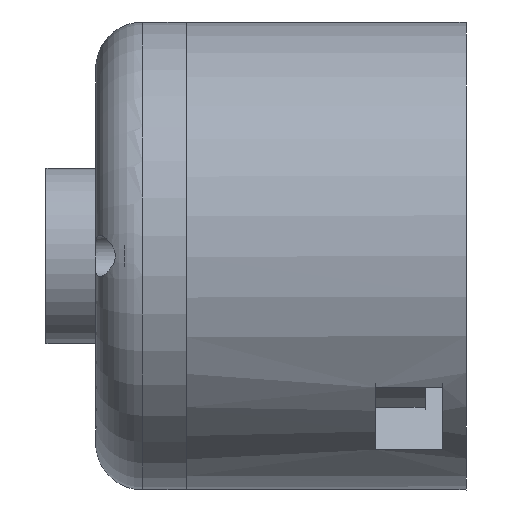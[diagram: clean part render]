
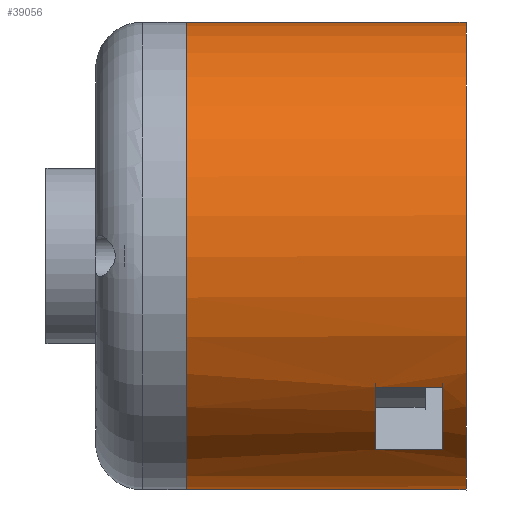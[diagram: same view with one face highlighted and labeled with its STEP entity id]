
A CAD part, left-side view. The second image highlights one B-rep face of the part: STEP entity #39056.
In plain terms, the highlighted cylindrical face has radius 40 mm (diameter 80 mm), a full revolution.
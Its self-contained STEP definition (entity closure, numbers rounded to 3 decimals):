
#3442=FACE_BOUND('',#5904,.T.);
#3738=FACE_OUTER_BOUND('',#5903,.T.);
#5903=EDGE_LOOP('',(#26697,#26698,#26699,#26700,#26701,#26702,#26703,#26704,
#26705,#26706));
#5904=EDGE_LOOP('',(#26707,#26708,#26709,#26710));
#8364=B_SPLINE_CURVE_WITH_KNOTS('',3,(#57793,#57794,#57795,#57796,#57797,
#57798,#57799,#57800,#57801,#57802),.UNSPECIFIED.,.F.,.F.,(4,2,2,2,4),(-3.263,
-2.572,-1.321,0.,0.003),.UNSPECIFIED.);
#8365=B_SPLINE_CURVE_WITH_KNOTS('',3,(#57806,#57807,#57808,#57809,#57810,
#57811,#57812,#57813,#57814,#57815),.UNSPECIFIED.,.F.,.F.,(4,2,2,2,4),(9.221,
9.912,11.163,12.484,12.487),
 .UNSPECIFIED.);
#8599=LINE('',#57787,#11768);
#8600=LINE('',#57791,#11769);
#8601=LINE('',#57817,#11770);
#8602=LINE('',#57823,#11771);
#8603=LINE('',#57826,#11772);
#11768=VECTOR('',#45808,40.);
#11769=VECTOR('',#45811,10.);
#11770=VECTOR('',#45814,10.);
#11771=VECTOR('',#45819,11.497);
#11772=VECTOR('',#45822,11.497);
#14937=CIRCLE('',#41397,40.);
#14938=CIRCLE('',#41398,40.);
#14939=CIRCLE('',#41399,40.);
#14940=CIRCLE('',#41400,40.);
#14941=CIRCLE('',#41401,40.);
#14942=CIRCLE('',#41402,40.);
#17106=VERTEX_POINT('',#57784);
#17107=VERTEX_POINT('',#57786);
#17108=VERTEX_POINT('',#57788);
#17109=VERTEX_POINT('',#57790);
#17110=VERTEX_POINT('',#57792);
#17111=VERTEX_POINT('',#57803);
#17112=VERTEX_POINT('',#57805);
#17113=VERTEX_POINT('',#57816);
#17114=VERTEX_POINT('',#57819);
#17115=VERTEX_POINT('',#57820);
#17116=VERTEX_POINT('',#57822);
#17117=VERTEX_POINT('',#57824);
#20934=EDGE_CURVE('',#17106,#17106,#14937,.T.);
#20935=EDGE_CURVE('',#17106,#17107,#8599,.T.);
#20936=EDGE_CURVE('',#17108,#17107,#14938,.T.);
#20937=EDGE_CURVE('',#17108,#17109,#8600,.T.);
#20938=EDGE_CURVE('',#17109,#17110,#8364,.F.);
#20939=EDGE_CURVE('',#17110,#17111,#14939,.T.);
#20940=EDGE_CURVE('',#17111,#17112,#8365,.T.);
#20941=EDGE_CURVE('',#17113,#17112,#8601,.T.);
#20942=EDGE_CURVE('',#17107,#17113,#14940,.T.);
#20943=EDGE_CURVE('',#17114,#17115,#14941,.T.);
#20944=EDGE_CURVE('',#17114,#17116,#8602,.T.);
#20945=EDGE_CURVE('',#17116,#17117,#14942,.T.);
#20946=EDGE_CURVE('',#17117,#17115,#8603,.F.);
#26697=ORIENTED_EDGE('',*,*,#20934,.F.);
#26698=ORIENTED_EDGE('',*,*,#20935,.T.);
#26699=ORIENTED_EDGE('',*,*,#20936,.F.);
#26700=ORIENTED_EDGE('',*,*,#20937,.T.);
#26701=ORIENTED_EDGE('',*,*,#20938,.T.);
#26702=ORIENTED_EDGE('',*,*,#20939,.T.);
#26703=ORIENTED_EDGE('',*,*,#20940,.T.);
#26704=ORIENTED_EDGE('',*,*,#20941,.F.);
#26705=ORIENTED_EDGE('',*,*,#20942,.F.);
#26706=ORIENTED_EDGE('',*,*,#20935,.F.);
#26707=ORIENTED_EDGE('',*,*,#20943,.F.);
#26708=ORIENTED_EDGE('',*,*,#20944,.T.);
#26709=ORIENTED_EDGE('',*,*,#20945,.T.);
#26710=ORIENTED_EDGE('',*,*,#20946,.T.);
#38223=CYLINDRICAL_SURFACE('',#41396,40.);
#39056=ADVANCED_FACE('',(#3738,#3442),#38223,.T.);
#41396=AXIS2_PLACEMENT_3D('',#57783,#45804,#45805);
#41397=AXIS2_PLACEMENT_3D('',#57785,#45806,#45807);
#41398=AXIS2_PLACEMENT_3D('',#57789,#45809,#45810);
#41399=AXIS2_PLACEMENT_3D('',#57804,#45812,#45813);
#41400=AXIS2_PLACEMENT_3D('',#57818,#45815,#45816);
#41401=AXIS2_PLACEMENT_3D('',#57821,#45817,#45818);
#41402=AXIS2_PLACEMENT_3D('',#57825,#45820,#45821);
#45804=DIRECTION('center_axis',(0.,-1.,0.));
#45805=DIRECTION('ref_axis',(0.,0.,-1.));
#45806=DIRECTION('center_axis',(0.,-1.,0.));
#45807=DIRECTION('ref_axis',(0.,0.,-1.));
#45808=DIRECTION('',(0.,1.,0.));
#45809=DIRECTION('center_axis',(0.,1.,0.));
#45810=DIRECTION('ref_axis',(0.,0.,1.));
#45811=DIRECTION('',(0.,-1.,0.));
#45812=DIRECTION('center_axis',(0.,-1.,0.));
#45813=DIRECTION('ref_axis',(0.,0.,-1.));
#45814=DIRECTION('',(0.,-1.,0.));
#45815=DIRECTION('center_axis',(0.,1.,0.));
#45816=DIRECTION('ref_axis',(0.,0.,1.));
#45817=DIRECTION('center_axis',(0.,-1.,0.));
#45818=DIRECTION('ref_axis',(0.,0.,-1.));
#45819=DIRECTION('',(0.,-1.,0.));
#45820=DIRECTION('center_axis',(0.,-1.,0.));
#45821=DIRECTION('ref_axis',(0.,0.,-1.));
#45822=DIRECTION('',(0.,-1.,0.));
#57783=CARTESIAN_POINT('Origin',(0.,15.,0.));
#57784=CARTESIAN_POINT('',(0.,-32.8,40.));
#57785=CARTESIAN_POINT('Origin',(0.,-32.8,0.));
#57786=CARTESIAN_POINT('',(0.,15.,40.));
#57787=CARTESIAN_POINT('',(0.,15.,40.));
#57788=CARTESIAN_POINT('',(7.239,15.,-39.34));
#57789=CARTESIAN_POINT('Origin',(0.,15.,0.));
#57790=CARTESIAN_POINT('',(7.239,5.,-39.34));
#57791=CARTESIAN_POINT('',(7.239,15.,-39.34));
#57792=CARTESIAN_POINT('',(30.895,-5.,-25.406));
#57793=CARTESIAN_POINT('Ctrl Pts',(30.895,-5.,-25.406));
#57794=CARTESIAN_POINT('Ctrl Pts',(29.84,-5.,-26.69));
#57795=CARTESIAN_POINT('Ctrl Pts',(28.633,-4.809,-27.994));
#57796=CARTESIAN_POINT('Ctrl Pts',(24.764,-3.75,-31.597));
#57797=CARTESIAN_POINT('Ctrl Pts',(21.826,-2.49,-33.736));
#57798=CARTESIAN_POINT('Ctrl Pts',(14.886,0.917,-37.344));
#57799=CARTESIAN_POINT('Ctrl Pts',(11.112,2.962,-38.624));
#57800=CARTESIAN_POINT('Ctrl Pts',(7.257,4.991,-39.336));
#57801=CARTESIAN_POINT('Ctrl Pts',(7.248,4.995,-39.338));
#57802=CARTESIAN_POINT('Ctrl Pts',(7.239,5.,-39.34));
#57803=CARTESIAN_POINT('',(30.895,-5.,25.406));
#57804=CARTESIAN_POINT('Origin',(0.,-5.,0.));
#57805=CARTESIAN_POINT('',(7.239,5.,39.34));
#57806=CARTESIAN_POINT('Ctrl Pts',(30.895,-5.,25.406));
#57807=CARTESIAN_POINT('Ctrl Pts',(29.84,-5.,26.69));
#57808=CARTESIAN_POINT('Ctrl Pts',(28.633,-4.809,27.994));
#57809=CARTESIAN_POINT('Ctrl Pts',(24.764,-3.75,31.597));
#57810=CARTESIAN_POINT('Ctrl Pts',(21.826,-2.49,33.736));
#57811=CARTESIAN_POINT('Ctrl Pts',(14.886,0.917,37.344));
#57812=CARTESIAN_POINT('Ctrl Pts',(11.112,2.962,38.624));
#57813=CARTESIAN_POINT('Ctrl Pts',(7.257,4.991,39.336));
#57814=CARTESIAN_POINT('Ctrl Pts',(7.248,4.995,39.338));
#57815=CARTESIAN_POINT('Ctrl Pts',(7.239,5.,39.34));
#57816=CARTESIAN_POINT('',(7.239,15.,39.34));
#57817=CARTESIAN_POINT('',(7.239,15.,39.34));
#57818=CARTESIAN_POINT('Origin',(0.,15.,0.));
#57819=CARTESIAN_POINT('',(-33.086,-17.303,-22.479));
#57820=CARTESIAN_POINT('',(-22.479,-17.303,-33.086));
#57821=CARTESIAN_POINT('Origin',(0.,-17.303,0.));
#57822=CARTESIAN_POINT('',(-33.086,-28.8,-22.479));
#57823=CARTESIAN_POINT('',(-33.086,-17.303,-22.479));
#57824=CARTESIAN_POINT('',(-22.479,-28.8,-33.086));
#57825=CARTESIAN_POINT('Origin',(0.,-28.8,0.));
#57826=CARTESIAN_POINT('',(-22.479,-17.303,-33.086));
